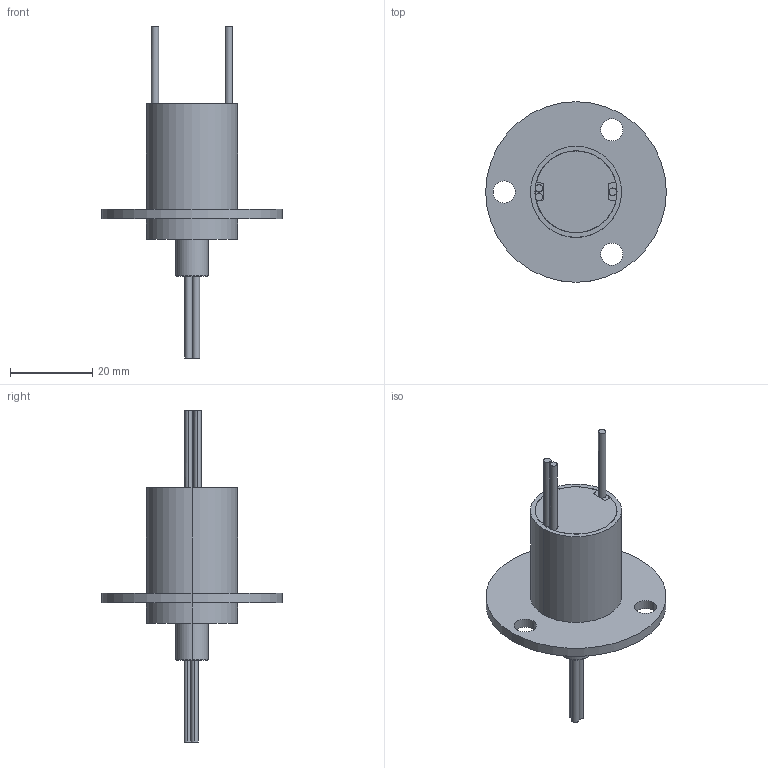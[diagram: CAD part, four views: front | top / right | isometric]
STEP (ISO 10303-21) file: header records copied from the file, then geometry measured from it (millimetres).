
FILE_DESCRIPTION (( 'STEP AP203' ), '1' );
FILE_NAME ('MW1310.STEP', '2020-07-09T07:46:24', ( '微软用户' ), ( '微软中国' ), 'SwSTEP 2.0', 'SolidWorks 2014', '' );
FILE_SCHEMA (( 'CONFIG_CONTROL_DESIGN' ));
Length unit declared in the file: millimetre
Products named in the file (1): MW1310
Bounding box: 44 x 44 x 80.9 mm (x, y, z)
Volume: 16045.9 mm3; surface area: 6593 mm2
Topology: 1 solids, 2 shells, 66 faces, 157 edges, 104 vertices
Faces by surface type: cylinder 38, plane 26, torus 2
Entity records: 2048 total; most frequent: DIRECTION 383, CARTESIAN_POINT 328, ORIENTED_EDGE 314, AXIS2_PLACEMENT_3D 159, EDGE_CURVE 157, VERTEX_POINT 104, CIRCLE 92, EDGE_LOOP 83
